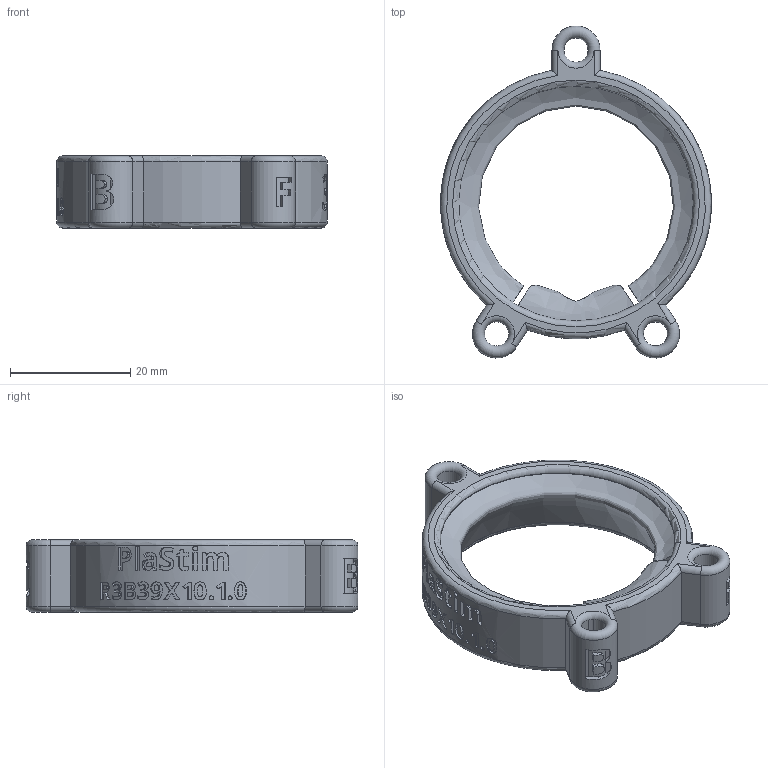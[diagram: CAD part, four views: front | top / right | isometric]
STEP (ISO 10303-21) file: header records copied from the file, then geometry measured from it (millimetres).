
FILE_DESCRIPTION(/* description */ ('STEP AP242 Edition 2','CAx-IF Rec.Pracs.---Representation and Presentation of Product Manufacturing Information (PMI)---4.0---2014-10-13','CAx-IF Rec.Pracs.---3D Tessellated Geometry---0.4---2014-09-14','2;1','CAx-IF Rec.Pracs.---User Defined Attributes---1.5---2016-08-15'),/* implementation_level */ '2;1');
FILE_NAME(/* name */ '696659f1d08366a754863bfa',/* time_stamp */ '2026-01-13T14:42:58Z',/* author */ (''),/* organization */ (''),/* preprocessor_version */ 'ST-DEVELOPER v20',/* originating_system */ 'ONSHAPE BY PTC INC, 1.209',/* authorisation */ ' ');
FILE_SCHEMA (('AP242_MANAGED_MODEL_BASED_3D_ENGINEERING_MIM_LF { 1 0 10303 442 3 1 4 }'));
Length unit declared in the file: metre
Products named in the file (3): Insulator; Conductor; Frenulum
Bounding box: 45 x 55.16 x 12 mm (x, y, z)
Volume: 7890.9 mm3; surface area: 10342.2 mm2
Topology: 3 solids, 3 shells, 628 faces, 1726 edges, 1135 vertices
Faces by surface type: bspline 265, plane 221, cylinder 128, torus 14
Full cylindrical faces by diameter (mm): 4 x2
Entity records: 21896 total; most frequent: CARTESIAN_POINT 7650, ORIENTED_EDGE 3420, DIRECTION 2130, EDGE_CURVE 1710, VERTEX_POINT 1129, LINE 742, VECTOR 742, AXIS2_PLACEMENT_3D 694
